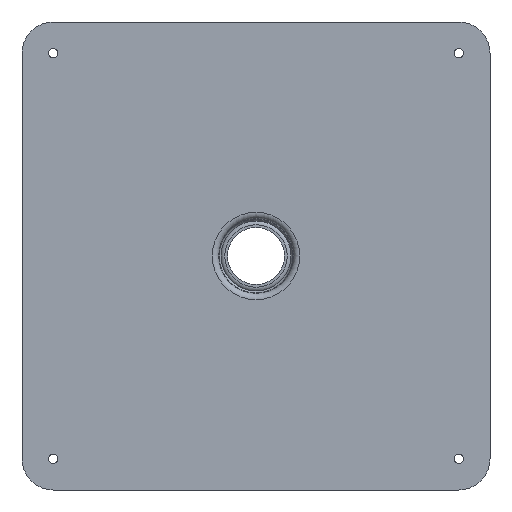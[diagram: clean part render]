
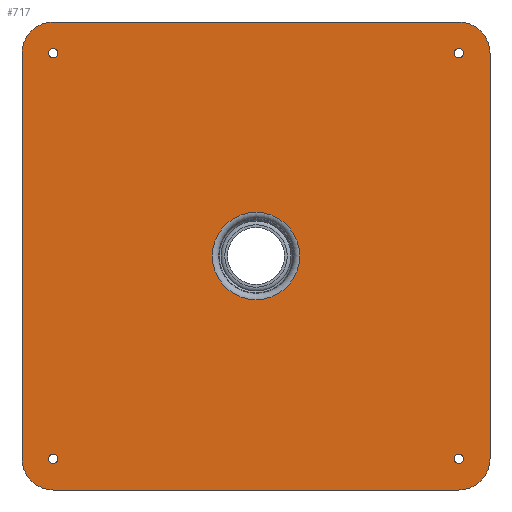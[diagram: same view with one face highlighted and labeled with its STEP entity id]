
A CAD part, front view. The second image highlights one B-rep face of the part: STEP entity #717.
In plain terms, the highlighted planar face has unit normal (0, -1, 0).
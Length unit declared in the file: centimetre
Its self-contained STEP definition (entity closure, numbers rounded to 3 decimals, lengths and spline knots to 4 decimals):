
#42=FACE_BOUND('',#161,.T.);
#43=FACE_BOUND('',#162,.T.);
#44=FACE_BOUND('',#163,.T.);
#45=FACE_BOUND('',#164,.T.);
#46=FACE_BOUND('',#165,.T.);
#61=PLANE('',#826);
#113=FACE_OUTER_BOUND('',#160,.T.);
#160=EDGE_LOOP('',(#638,#639,#640,#641,#642,#643,#644,#645));
#161=EDGE_LOOP('',(#646));
#162=EDGE_LOOP('',(#647));
#163=EDGE_LOOP('',(#648));
#164=EDGE_LOOP('',(#649));
#165=EDGE_LOOP('',(#650));
#194=LINE('',#1250,#230);
#198=LINE('',#1262,#234);
#202=LINE('',#1274,#238);
#206=LINE('',#1285,#242);
#230=VECTOR('',#1037,10.);
#234=VECTOR('',#1049,10.);
#238=VECTOR('',#1061,10.);
#242=VECTOR('',#1073,10.);
#277=CIRCLE('',#779,28.);
#292=CIRCLE('',#800,3.);
#294=CIRCLE('',#803,3.);
#296=CIRCLE('',#806,3.);
#298=CIRCLE('',#809,3.);
#299=CIRCLE('',#811,20.);
#301=CIRCLE('',#815,20.);
#303=CIRCLE('',#819,20.);
#305=CIRCLE('',#823,20.);
#336=VERTEX_POINT('',#1184);
#347=VERTEX_POINT('',#1218);
#349=VERTEX_POINT('',#1224);
#351=VERTEX_POINT('',#1230);
#353=VERTEX_POINT('',#1236);
#354=VERTEX_POINT('',#1240);
#355=VERTEX_POINT('',#1241);
#358=VERTEX_POINT('',#1249);
#360=VERTEX_POINT('',#1255);
#362=VERTEX_POINT('',#1261);
#364=VERTEX_POINT('',#1267);
#366=VERTEX_POINT('',#1273);
#368=VERTEX_POINT('',#1279);
#416=EDGE_CURVE('',#336,#336,#277,.T.);
#434=EDGE_CURVE('',#347,#347,#292,.T.);
#437=EDGE_CURVE('',#349,#349,#294,.T.);
#440=EDGE_CURVE('',#351,#351,#296,.T.);
#443=EDGE_CURVE('',#353,#353,#298,.T.);
#444=EDGE_CURVE('',#354,#355,#299,.T.);
#448=EDGE_CURVE('',#355,#358,#194,.T.);
#451=EDGE_CURVE('',#358,#360,#301,.T.);
#454=EDGE_CURVE('',#360,#362,#198,.T.);
#457=EDGE_CURVE('',#362,#364,#303,.T.);
#460=EDGE_CURVE('',#364,#366,#202,.T.);
#463=EDGE_CURVE('',#366,#368,#305,.T.);
#466=EDGE_CURVE('',#368,#354,#206,.T.);
#638=ORIENTED_EDGE('',*,*,#466,.T.);
#639=ORIENTED_EDGE('',*,*,#444,.T.);
#640=ORIENTED_EDGE('',*,*,#448,.T.);
#641=ORIENTED_EDGE('',*,*,#451,.T.);
#642=ORIENTED_EDGE('',*,*,#454,.T.);
#643=ORIENTED_EDGE('',*,*,#457,.T.);
#644=ORIENTED_EDGE('',*,*,#460,.T.);
#645=ORIENTED_EDGE('',*,*,#463,.T.);
#646=ORIENTED_EDGE('',*,*,#416,.T.);
#647=ORIENTED_EDGE('',*,*,#443,.T.);
#648=ORIENTED_EDGE('',*,*,#440,.T.);
#649=ORIENTED_EDGE('',*,*,#437,.T.);
#650=ORIENTED_EDGE('',*,*,#434,.T.);
#717=ADVANCED_FACE('',(#113,#42,#43,#44,#45,#46),#61,.T.);
#779=AXIS2_PLACEMENT_3D('',#1185,#959,#960);
#800=AXIS2_PLACEMENT_3D('',#1220,#1004,#1005);
#803=AXIS2_PLACEMENT_3D('',#1226,#1011,#1012);
#806=AXIS2_PLACEMENT_3D('',#1232,#1018,#1019);
#809=AXIS2_PLACEMENT_3D('',#1238,#1025,#1026);
#811=AXIS2_PLACEMENT_3D('',#1242,#1029,#1030);
#815=AXIS2_PLACEMENT_3D('',#1256,#1042,#1043);
#819=AXIS2_PLACEMENT_3D('',#1268,#1054,#1055);
#823=AXIS2_PLACEMENT_3D('',#1280,#1066,#1067);
#826=AXIS2_PLACEMENT_3D('',#1287,#1075,#1076);
#959=DIRECTION('center_axis',(0.,1.,0.));
#960=DIRECTION('ref_axis',(-1.,0.,0.));
#1004=DIRECTION('center_axis',(0.,1.,0.));
#1005=DIRECTION('ref_axis',(-1.,0.,0.));
#1011=DIRECTION('center_axis',(0.,1.,0.));
#1012=DIRECTION('ref_axis',(-1.,0.,0.));
#1018=DIRECTION('center_axis',(0.,1.,0.));
#1019=DIRECTION('ref_axis',(-1.,0.,0.));
#1025=DIRECTION('center_axis',(0.,1.,0.));
#1026=DIRECTION('ref_axis',(-1.,0.,0.));
#1029=DIRECTION('center_axis',(0.,-1.,0.));
#1030=DIRECTION('ref_axis',(0.,0.,
-1.));
#1037=DIRECTION('',(0.,0.,1.));
#1042=DIRECTION('center_axis',(0.,-1.,0.));
#1043=DIRECTION('ref_axis',(1.,0.,0.));
#1049=DIRECTION('',(-1.,0.,0.));
#1054=DIRECTION('center_axis',(0.,-1.,0.));
#1055=DIRECTION('ref_axis',(0.,0.,1.));
#1061=DIRECTION('',(0.,0.,-1.));
#1066=DIRECTION('center_axis',(0.,-1.,0.));
#1067=DIRECTION('ref_axis',(-1.,0.,0.));
#1073=DIRECTION('',(1.,0.,0.));
#1075=DIRECTION('center_axis',(0.,-1.,0.));
#1076=DIRECTION('ref_axis',(1.,0.,0.));
#1184=CARTESIAN_POINT('',(28.,0.,0.));
#1185=CARTESIAN_POINT('Origin',(0.,0.,0.));
#1218=CARTESIAN_POINT('',(-127.,0.,-130.));
#1220=CARTESIAN_POINT('Origin',(-130.,0.,-130.));
#1224=CARTESIAN_POINT('',(133.,0.,-130.));
#1226=CARTESIAN_POINT('Origin',(130.,0.,-130.));
#1230=CARTESIAN_POINT('',(133.,0.,130.));
#1232=CARTESIAN_POINT('Origin',(130.,0.,130.));
#1236=CARTESIAN_POINT('',(-127.,0.,130.));
#1238=CARTESIAN_POINT('Origin',(-130.,0.,130.));
#1240=CARTESIAN_POINT('',(130.,0.,-150.));
#1241=CARTESIAN_POINT('',(150.,0.,-130.));
#1242=CARTESIAN_POINT('Origin',(130.,0.,-130.));
#1249=CARTESIAN_POINT('',(150.,0.,130.));
#1250=CARTESIAN_POINT('',(150.,0.,-130.));
#1255=CARTESIAN_POINT('',(130.,0.,150.));
#1256=CARTESIAN_POINT('Origin',(130.,0.,130.));
#1261=CARTESIAN_POINT('',(-130.,0.,150.));
#1262=CARTESIAN_POINT('',(130.,0.,150.));
#1267=CARTESIAN_POINT('',(-150.,0.,130.));
#1268=CARTESIAN_POINT('Origin',(-130.,0.,130.));
#1273=CARTESIAN_POINT('',(-150.,0.,-130.));
#1274=CARTESIAN_POINT('',(-150.,0.,130.));
#1279=CARTESIAN_POINT('',(-130.,0.,-150.));
#1280=CARTESIAN_POINT('Origin',(-130.,0.,-130.));
#1285=CARTESIAN_POINT('',(-130.,0.,-150.));
#1287=CARTESIAN_POINT('Origin',(0.,0.,0.));
